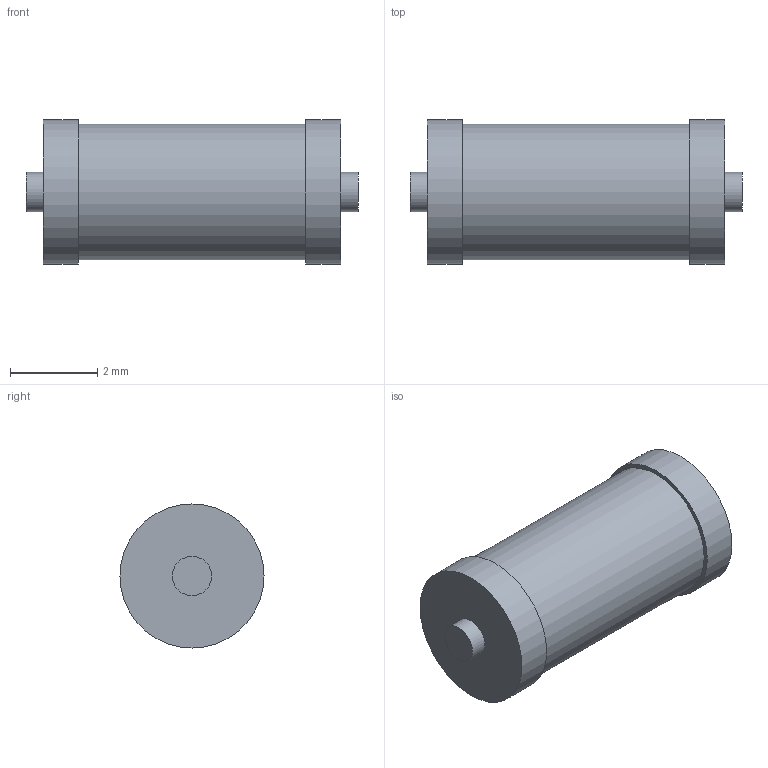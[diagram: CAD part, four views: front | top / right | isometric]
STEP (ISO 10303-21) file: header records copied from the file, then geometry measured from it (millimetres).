
FILE_DESCRIPTION(('FreeCAD Model'),'2;1');
FILE_NAME('Open CASCADE Shape Model','2022-12-20T12:58:07',(''),(''), 'Open CASCADE STEP processor 7.6','FreeCAD','Unknown');
FILE_SCHEMA(('AUTOMOTIVE_DESIGN { 1 0 10303 214 1 1 1 1 }'));
Length unit declared in the file: millimetre
Products named in the file (6): SQ_ASD; Body; Pin2; Pin1; P2; P1
Assembly tree (5 placements, depth 2):
  SQ_ASD
    Body
    Pin2
    Pin1
    P2
    P1
Bounding box: 7.6 x 3.3 x 3.3 mm (x, y, z)
Volume: 53.4 mm3; surface area: 121.3 mm2
Topology: 5 solids, 5 shells, 15 faces, 15 edges, 10 vertices
Faces by surface type: plane 10, cylinder 5
Full cylindrical faces by diameter (mm): 0.9 x2, 3.1 x1, 3.3 x2
Entity records: 619 total; most frequent: DIRECTION 97, CARTESIAN_POINT 76, AXIS2_PLACEMENT_3D 31, ORIENTED_EDGE 30, PCURVE 30, DEFINITIONAL_REPRESENTATION 30, LINE 25, VECTOR 25
